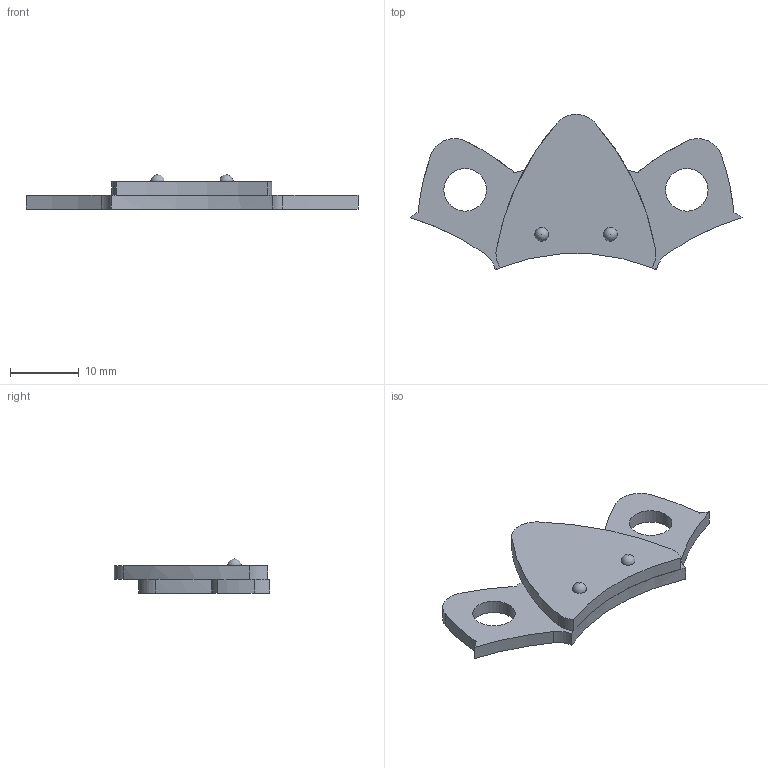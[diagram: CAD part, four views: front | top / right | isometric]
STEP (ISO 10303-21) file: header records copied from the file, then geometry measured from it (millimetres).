
FILE_DESCRIPTION(/* description */ (''),/* implementation_level */ '2;1');
FILE_NAME(/* name */ 'bridge.step',/* time_stamp */ '2022-10-28T00:58:14+09:00',/* author */ (''),/* organization */ (''),/* preprocessor_version */ 'ST-DEVELOPER v19',/* originating_system */ 'Autodesk Translation Framework v11.7.0.108',/* authorisation */ '');
FILE_SCHEMA (('AUTOMOTIVE_DESIGN { 1 0 10303 214 3 1 1 }'));
Length unit declared in the file: millimetre
Products named in the file (1): bridge
Bounding box: 48.39 x 22.64 x 5 mm (x, y, z)
Volume: 1550.2 mm3; surface area: 1733.2 mm2
Topology: 1 solids, 1 shells, 43 faces, 119 edges, 78 vertices
Faces by surface type: bspline 18, cylinder 14, plane 9, sphere 2
Full cylindrical faces by diameter (mm): 6.2 x2
Entity records: 1485 total; most frequent: CARTESIAN_POINT 347, DIRECTION 241, ORIENTED_EDGE 234, EDGE_CURVE 117, AXIS2_PLACEMENT_3D 100, VERTEX_POINT 78, EDGE_LOOP 49, FACE_OUTER_BOUND 43
